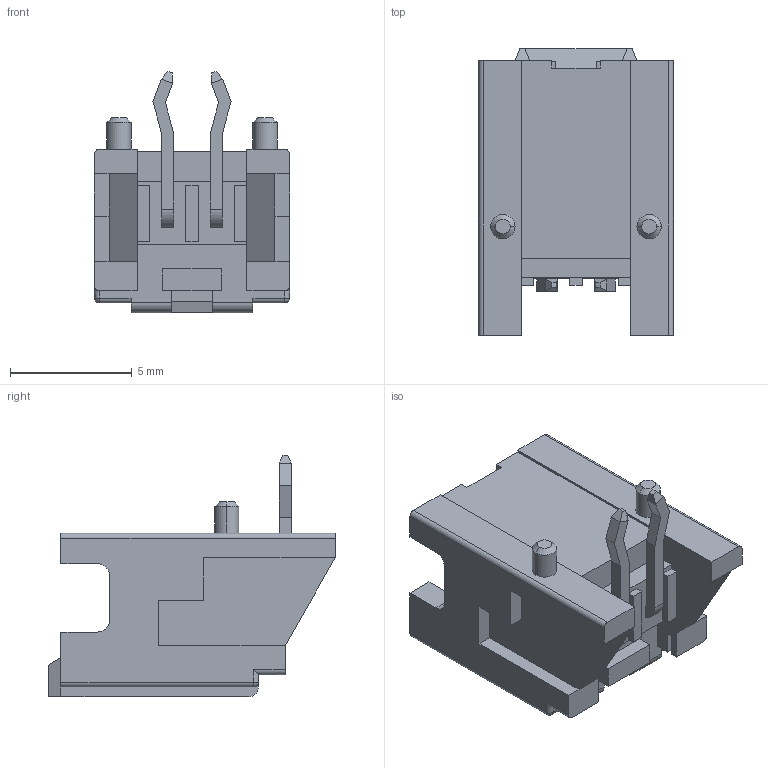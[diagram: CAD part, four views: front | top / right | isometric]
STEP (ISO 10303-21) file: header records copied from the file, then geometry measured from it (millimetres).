
FILE_DESCRIPTION((''),'2;1');
FILE_NAME('559350210','2016-09-16T',('gsharma'),(''),'PRO/ENGINEER BY PARAMETRIC TECHNOLOGY CORPORATION, 2012310','PRO/ENGINEER BY PARAMETRIC TECHNOLOGY CORPORATION, 2012310','');
FILE_SCHEMA(('CONFIG_CONTROL_DESIGN'));
Length unit declared in the file: millimetre
Products named in the file (1): 559350210
Bounding box: 8 x 11.75 x 9.9 mm (x, y, z)
Volume: 250.6 mm3; surface area: 619 mm2
Topology: 1 solids, 1 shells, 207 faces, 571 edges, 380 vertices
Faces by surface type: plane 175, cylinder 26, cone 4, sphere 2
Entity records: 6482 total; most frequent: CARTESIAN_POINT 1149, ORIENTED_EDGE 1108, DIRECTION 1047, EDGE_CURVE 554, VECTOR 507, LINE 507, VERTEX_POINT 354, AXIS2_PLACEMENT_3D 270
